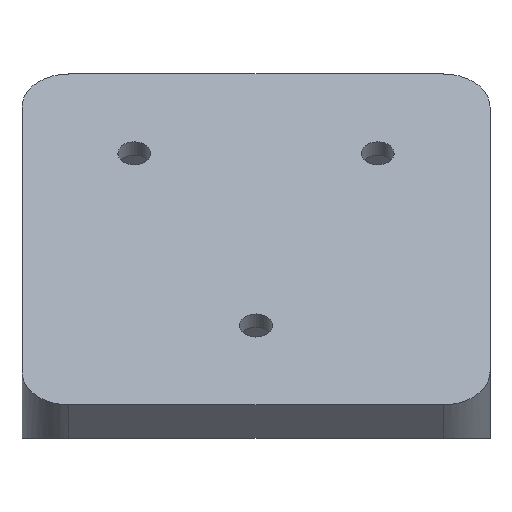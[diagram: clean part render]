
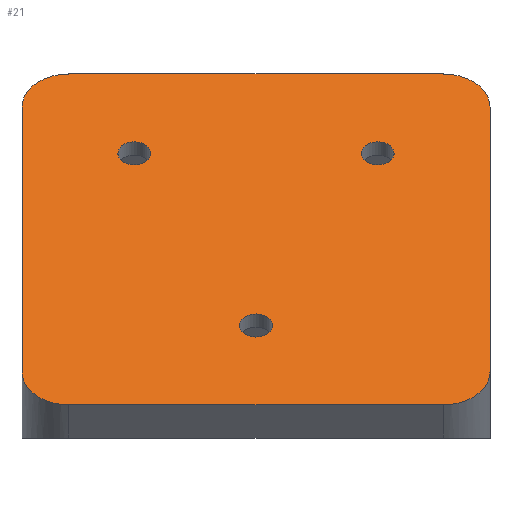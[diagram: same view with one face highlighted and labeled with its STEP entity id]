
A CAD part, left-side view. The second image highlights one B-rep face of the part: STEP entity #21.
In plain terms, the highlighted planar face has unit normal (-0.707, 0, 0.707).
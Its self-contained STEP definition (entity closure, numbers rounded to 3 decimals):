
#14=FACE_BOUND('',#116,.T.);
#15=FACE_BOUND('',#117,.T.);
#16=FACE_BOUND('',#118,.T.);
#21=ADVANCED_FACE('',(#68,#14,#15,#16),#793,.T.);
#68=FACE_OUTER_BOUND('',#115,.T.);
#115=EDGE_LOOP('',(#175,#176,#177,#178,#179,#180,#181,#182));
#116=EDGE_LOOP('',(#183,#184));
#117=EDGE_LOOP('',(#185,#186));
#118=EDGE_LOOP('',(#187,#188));
#175=ORIENTED_EDGE('',*,*,#425,.F.);
#176=ORIENTED_EDGE('',*,*,#416,.T.);
#177=ORIENTED_EDGE('',*,*,#424,.F.);
#178=ORIENTED_EDGE('',*,*,#415,.F.);
#179=ORIENTED_EDGE('',*,*,#422,.F.);
#180=ORIENTED_EDGE('',*,*,#414,.F.);
#181=ORIENTED_EDGE('',*,*,#423,.F.);
#182=ORIENTED_EDGE('',*,*,#417,.F.);
#183=ORIENTED_EDGE('',*,*,#516,.F.);
#184=ORIENTED_EDGE('',*,*,#494,.F.);
#185=ORIENTED_EDGE('',*,*,#519,.F.);
#186=ORIENTED_EDGE('',*,*,#498,.F.);
#187=ORIENTED_EDGE('',*,*,#522,.F.);
#188=ORIENTED_EDGE('',*,*,#502,.F.);
#414=EDGE_CURVE('',#692,#691,#644,.T.);
#415=EDGE_CURVE('',#694,#693,#645,.T.);
#416=EDGE_CURVE('',#696,#695,#646,.T.);
#417=EDGE_CURVE('',#698,#697,#647,.T.);
#422=EDGE_CURVE('',#691,#694,#551,.T.);
#423=EDGE_CURVE('',#697,#692,#552,.T.);
#424=EDGE_CURVE('',#693,#695,#553,.T.);
#425=EDGE_CURVE('',#696,#698,#554,.T.);
#494=EDGE_CURVE('',#738,#754,#572,.T.);
#498=EDGE_CURVE('',#741,#756,#575,.T.);
#502=EDGE_CURVE('',#744,#758,#578,.T.);
#516=EDGE_CURVE('',#754,#738,#587,.T.);
#519=EDGE_CURVE('',#756,#741,#589,.T.);
#522=EDGE_CURVE('',#758,#744,#591,.T.);
#551=TRIMMED_CURVE($,#593,(#1411),(#1412),.T.,.CARTESIAN.);
#552=TRIMMED_CURVE($,#594,(#1414),(#1415),.T.,.CARTESIAN.);
#553=TRIMMED_CURVE($,#595,(#1417),(#1418),.T.,.CARTESIAN.);
#554=TRIMMED_CURVE($,#596,(#1420),(#1421),.T.,.CARTESIAN.);
#572=TRIMMED_CURVE($,#614,(#1644),(#1645),.T.,.CARTESIAN.);
#575=TRIMMED_CURVE($,#617,(#1655),(#1656),.T.,.CARTESIAN.);
#578=TRIMMED_CURVE($,#620,(#1666),(#1667),.T.,.CARTESIAN.);
#587=TRIMMED_CURVE($,#629,(#1703),(#1704),.T.,.CARTESIAN.);
#589=TRIMMED_CURVE($,#631,(#1711),(#1712),.T.,.CARTESIAN.);
#591=TRIMMED_CURVE($,#633,(#1719),(#1720),.T.,.CARTESIAN.);
#593=CIRCLE('',#927,5.);
#594=CIRCLE('',#928,5.);
#595=CIRCLE('',#929,5.);
#596=CIRCLE('',#930,5.);
#614=CIRCLE('',#948,1.75);
#617=CIRCLE('',#951,1.75);
#620=CIRCLE('',#954,1.75);
#629=CIRCLE('',#963,1.75);
#631=CIRCLE('',#965,1.75);
#633=CIRCLE('',#967,1.75);
#644=B_SPLINE_CURVE_WITH_KNOTS('',1,(#1394,#1395),.UNSPECIFIED.,.F.,.F.,
(2,2),(5.,45.),.UNSPECIFIED.);
#645=B_SPLINE_CURVE_WITH_KNOTS('',1,(#1396,#1397),.UNSPECIFIED.,.F.,.F.,
(2,2),(55.,95.),.UNSPECIFIED.);
#646=B_SPLINE_CURVE_WITH_KNOTS('',1,(#1398,#1399),.UNSPECIFIED.,.F.,.F.,
(2,2),(5.,45.),.UNSPECIFIED.);
#647=B_SPLINE_CURVE_WITH_KNOTS('',1,(#1400,#1401),.UNSPECIFIED.,.F.,.F.,
(2,2),(185.,225.),.UNSPECIFIED.);
#691=VERTEX_POINT('',#1308);
#692=VERTEX_POINT('',#1309);
#693=VERTEX_POINT('',#1310);
#694=VERTEX_POINT('',#1311);
#695=VERTEX_POINT('',#1312);
#696=VERTEX_POINT('',#1313);
#697=VERTEX_POINT('',#1314);
#698=VERTEX_POINT('',#1315);
#738=VERTEX_POINT('',#1355);
#741=VERTEX_POINT('',#1358);
#744=VERTEX_POINT('',#1361);
#754=VERTEX_POINT('',#1371);
#756=VERTEX_POINT('',#1373);
#758=VERTEX_POINT('',#1375);
#793=PLANE('',#895);
#895=AXIS2_PLACEMENT_3D('',#1093,#973,$);
#927=AXIS2_PLACEMENT_3D($,#1410,#1005,#1006);
#928=AXIS2_PLACEMENT_3D($,#1413,#1007,#1008);
#929=AXIS2_PLACEMENT_3D($,#1416,#1009,#1010);
#930=AXIS2_PLACEMENT_3D($,#1419,#1011,#1012);
#948=AXIS2_PLACEMENT_3D($,#1643,#1047,#1048);
#951=AXIS2_PLACEMENT_3D($,#1654,#1053,#1054);
#954=AXIS2_PLACEMENT_3D($,#1665,#1059,#1060);
#963=AXIS2_PLACEMENT_3D($,#1702,#1077,#1078);
#965=AXIS2_PLACEMENT_3D($,#1710,#1081,#1082);
#967=AXIS2_PLACEMENT_3D($,#1718,#1085,#1086);
#973=DIRECTION('',(-0.707,0.,0.707));
#1005=DIRECTION('',(0.707,0.,-0.707));
#1006=DIRECTION('',(-0.707,0.,-0.707));
#1007=DIRECTION('',(0.707,0.,-0.707));
#1008=DIRECTION('',(0.,-1.,0.));
#1009=DIRECTION('',(0.707,0.,-0.707));
#1010=DIRECTION('',(0.,1.,0.));
#1011=DIRECTION('',(0.707,0.,-0.707));
#1012=DIRECTION('',(0.707,0.,0.707));
#1047=DIRECTION('',(-0.707,0.,0.707));
#1048=DIRECTION('',(0.,1.,0.));
#1053=DIRECTION('',(-0.707,0.,0.707));
#1054=DIRECTION('',(0.,1.,0.));
#1059=DIRECTION('',(-0.707,0.,0.707));
#1060=DIRECTION('',(0.,1.,0.));
#1077=DIRECTION('',(-0.707,0.,0.707));
#1078=DIRECTION('',(0.,-1.,0.));
#1081=DIRECTION('',(-0.707,0.,0.707));
#1082=DIRECTION('',(0.,-1.,0.));
#1085=DIRECTION('',(-0.707,0.,0.707));
#1086=DIRECTION('',(0.,-1.,0.));
#1093=CARTESIAN_POINT('',(45.962,0.,45.962));
#1308=CARTESIAN_POINT('',(0.,45.,0.));
#1309=CARTESIAN_POINT('',(0.,5.,0.));
#1310=CARTESIAN_POINT('',(31.82,50.,31.82));
#1311=CARTESIAN_POINT('',(3.536,50.,3.536));
#1312=CARTESIAN_POINT('',(35.355,45.,35.355));
#1313=CARTESIAN_POINT('',(35.355,5.,35.355));
#1314=CARTESIAN_POINT('',(3.536,0.,3.536));
#1315=CARTESIAN_POINT('',(31.82,0.,31.82));
#1355=CARTESIAN_POINT('',(8.485,26.75,8.485));
#1358=CARTESIAN_POINT('',(26.87,39.75,26.87));
#1361=CARTESIAN_POINT('',(26.87,13.75,26.87));
#1371=CARTESIAN_POINT('',(8.485,23.25,8.485));
#1373=CARTESIAN_POINT('',(26.87,36.25,26.87));
#1375=CARTESIAN_POINT('',(26.87,10.25,26.87));
#1394=CARTESIAN_POINT('',(0.,5.,0.));
#1395=CARTESIAN_POINT('',(0.,45.,0.));
#1396=CARTESIAN_POINT('',(3.536,50.,3.536));
#1397=CARTESIAN_POINT('',(31.82,50.,31.82));
#1398=CARTESIAN_POINT('',(35.355,5.,35.355));
#1399=CARTESIAN_POINT('',(35.355,45.,35.355));
#1400=CARTESIAN_POINT('',(31.82,0.,31.82));
#1401=CARTESIAN_POINT('',(3.536,0.,3.536));
#1410=CARTESIAN_POINT('',(3.536,45.,3.536));
#1411=CARTESIAN_POINT('',(0.,45.,0.));
#1412=CARTESIAN_POINT('',(3.536,50.,3.536));
#1413=CARTESIAN_POINT('',(3.536,5.,3.536));
#1414=CARTESIAN_POINT('',(3.536,0.,3.536));
#1415=CARTESIAN_POINT('',(0.,5.,0.));
#1416=CARTESIAN_POINT('',(31.82,45.,31.82));
#1417=CARTESIAN_POINT('',(31.82,50.,31.82));
#1418=CARTESIAN_POINT('',(35.355,45.,35.355));
#1419=CARTESIAN_POINT('',(31.82,5.,31.82));
#1420=CARTESIAN_POINT('',(35.355,5.,35.355));
#1421=CARTESIAN_POINT('',(31.82,0.,31.82));
#1643=CARTESIAN_POINT('',(8.485,25.,8.485));
#1644=CARTESIAN_POINT('',(8.485,26.75,8.485));
#1645=CARTESIAN_POINT('',(8.485,23.25,8.485));
#1654=CARTESIAN_POINT('',(26.87,38.,26.87));
#1655=CARTESIAN_POINT('',(26.87,39.75,26.87));
#1656=CARTESIAN_POINT('',(26.87,36.25,26.87));
#1665=CARTESIAN_POINT('',(26.87,12.,26.87));
#1666=CARTESIAN_POINT('',(26.87,13.75,26.87));
#1667=CARTESIAN_POINT('',(26.87,10.25,26.87));
#1702=CARTESIAN_POINT('',(8.485,25.,8.485));
#1703=CARTESIAN_POINT('',(8.485,23.25,8.485));
#1704=CARTESIAN_POINT('',(8.485,26.75,8.485));
#1710=CARTESIAN_POINT('',(26.87,38.,26.87));
#1711=CARTESIAN_POINT('',(26.87,36.25,26.87));
#1712=CARTESIAN_POINT('',(26.87,39.75,26.87));
#1718=CARTESIAN_POINT('',(26.87,12.,26.87));
#1719=CARTESIAN_POINT('',(26.87,10.25,26.87));
#1720=CARTESIAN_POINT('',(26.87,13.75,26.87));
